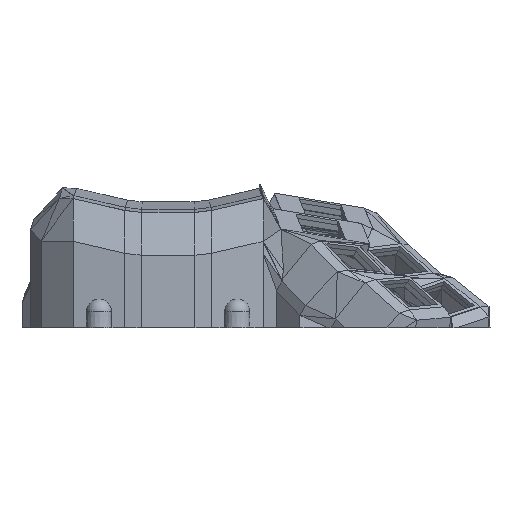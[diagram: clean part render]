
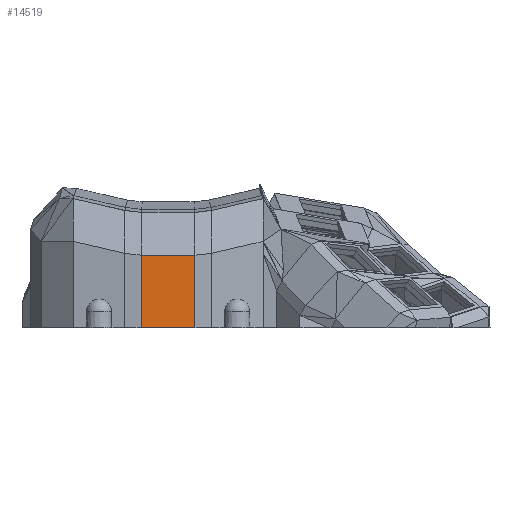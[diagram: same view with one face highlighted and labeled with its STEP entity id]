
A CAD part, left-side view. The second image highlights one B-rep face of the part: STEP entity #14519.
In plain terms, the highlighted planar face has unit normal (-1, 0, 0).
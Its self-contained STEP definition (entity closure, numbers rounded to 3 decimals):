
#45 = PLANE('',#46);
#46 = AXIS2_PLACEMENT_3D('',#47,#48,#49);
#47 = CARTESIAN_POINT('',(55.825,-12.,0.));
#48 = DIRECTION('',(0.,0.,1.));
#49 = DIRECTION('',(1.,0.,-0.));
#2295 = VERTEX_POINT('',#2296);
#2296 = CARTESIAN_POINT('',(-88.178,8.8,0.));
#2310 = PLANE('',#2311);
#2311 = AXIS2_PLACEMENT_3D('',#2312,#2313,#2314);
#2312 = CARTESIAN_POINT('',(-87.953,12.216,
    22.887));
#2313 = DIRECTION('',(-0.998,0.066,
    0.));
#2314 = DIRECTION('',(-0.066,-0.998,0.));
#2321 = EDGE_CURVE('',#2295,#2322,#2324,.T.);
#2322 = VERTEX_POINT('',#2323);
#2323 = CARTESIAN_POINT('',(-88.178,-8.8,0.));
#2324 = SURFACE_CURVE('',#2325,(#2329,#2336),.PCURVE_S1.);
#2325 = LINE('',#2326,#2327);
#2326 = CARTESIAN_POINT('',(-88.178,-87.944,0.));
#2327 = VECTOR('',#2328,1.);
#2328 = DIRECTION('',(0.,-1.,0.));
#2329 = PCURVE('',#45,#2330);
#2330 = DEFINITIONAL_REPRESENTATION('',(#2331),#2335);
#2331 = LINE('',#2332,#2333);
#2332 = CARTESIAN_POINT('',(-144.003,-75.944));
#2333 = VECTOR('',#2334,1.);
#2334 = DIRECTION('',(0.,-1.));
#2335 = ( GEOMETRIC_REPRESENTATION_CONTEXT(2) 
PARAMETRIC_REPRESENTATION_CONTEXT() REPRESENTATION_CONTEXT('2D SPACE',''
  ) );
#2336 = PCURVE('',#2337,#2342);
#2337 = PLANE('',#2338);
#2338 = AXIS2_PLACEMENT_3D('',#2339,#2340,#2341);
#2339 = CARTESIAN_POINT('',(-88.178,-0.888,
    22.694));
#2340 = DIRECTION('',(1.,0.,0.));
#2341 = DIRECTION('',(-0.,0.,1.));
#2342 = DEFINITIONAL_REPRESENTATION('',(#2343),#2346);
#2343 = B_SPLINE_CURVE_WITH_KNOTS('',1,(#2344,#2345),.UNSPECIFIED.,.F.,
  .F.,(2,2),(-96.744,-79.144),.PIECEWISE_BEZIER_KNOTS.);
#2344 = CARTESIAN_POINT('',(-22.694,-9.688));
#2345 = CARTESIAN_POINT('',(-22.694,7.912));
#2346 = ( GEOMETRIC_REPRESENTATION_CONTEXT(2) 
PARAMETRIC_REPRESENTATION_CONTEXT() REPRESENTATION_CONTEXT('2D SPACE',''
  ) );
#2364 = PLANE('',#2365);
#2365 = AXIS2_PLACEMENT_3D('',#2366,#2367,#2368);
#2366 = CARTESIAN_POINT('',(-87.955,-12.186,
    21.532));
#2367 = DIRECTION('',(0.998,0.066,0.));
#2368 = DIRECTION('',(-0.066,0.998,0.));
#14470 = VERTEX_POINT('',#14471);
#14471 = CARTESIAN_POINT('',(-88.178,-8.8,23.807));
#14499 = EDGE_CURVE('',#2322,#14470,#14500,.T.);
#14500 = SURFACE_CURVE('',#14501,(#14505,#14512),.PCURVE_S1.);
#14501 = LINE('',#14502,#14503);
#14502 = CARTESIAN_POINT('',(-88.178,-8.8,-10.));
#14503 = VECTOR('',#14504,1.);
#14504 = DIRECTION('',(0.,0.,1.));
#14505 = PCURVE('',#2364,#14506);
#14506 = DEFINITIONAL_REPRESENTATION('',(#14507),#14511);
#14507 = LINE('',#14508,#14509);
#14508 = CARTESIAN_POINT('',(3.393,-31.532));
#14509 = VECTOR('',#14510,1.);
#14510 = DIRECTION('',(0.,1.));
#14511 = ( GEOMETRIC_REPRESENTATION_CONTEXT(2) 
PARAMETRIC_REPRESENTATION_CONTEXT() REPRESENTATION_CONTEXT('2D SPACE',''
  ) );
#14512 = PCURVE('',#2337,#14513);
#14513 = DEFINITIONAL_REPRESENTATION('',(#14514),#14518);
#14514 = LINE('',#14515,#14516);
#14515 = CARTESIAN_POINT('',(-32.694,7.912));
#14516 = VECTOR('',#14517,1.);
#14517 = DIRECTION('',(1.,0.));
#14518 = ( GEOMETRIC_REPRESENTATION_CONTEXT(2) 
PARAMETRIC_REPRESENTATION_CONTEXT() REPRESENTATION_CONTEXT('2D SPACE',''
  ) );
#14519 = ADVANCED_FACE('',(#14520),#2337,.F.);
#14520 = FACE_BOUND('',#14521,.F.);
#14521 = EDGE_LOOP('',(#14522,#14523,#14546,#14572));
#14522 = ORIENTED_EDGE('',*,*,#2321,.F.);
#14523 = ORIENTED_EDGE('',*,*,#14524,.F.);
#14524 = EDGE_CURVE('',#14525,#2295,#14527,.T.);
#14525 = VERTEX_POINT('',#14526);
#14526 = CARTESIAN_POINT('',(-88.178,8.8,23.807));
#14527 = SURFACE_CURVE('',#14528,(#14532,#14539),.PCURVE_S1.);
#14528 = LINE('',#14529,#14530);
#14529 = CARTESIAN_POINT('',(-88.178,8.8,23.807));
#14530 = VECTOR('',#14531,1.);
#14531 = DIRECTION('',(0.,0.,-1.));
#14532 = PCURVE('',#2337,#14533);
#14533 = DEFINITIONAL_REPRESENTATION('',(#14534),#14538);
#14534 = LINE('',#14535,#14536);
#14535 = CARTESIAN_POINT('',(1.112,-9.688));
#14536 = VECTOR('',#14537,1.);
#14537 = DIRECTION('',(-1.,0.));
#14538 = ( GEOMETRIC_REPRESENTATION_CONTEXT(2) 
PARAMETRIC_REPRESENTATION_CONTEXT() REPRESENTATION_CONTEXT('2D SPACE',''
  ) );
#14539 = PCURVE('',#2310,#14540);
#14540 = DEFINITIONAL_REPRESENTATION('',(#14541),#14545);
#14541 = LINE('',#14542,#14543);
#14542 = CARTESIAN_POINT('',(3.423,0.919));
#14543 = VECTOR('',#14544,1.);
#14544 = DIRECTION('',(0.,-1.));
#14545 = ( GEOMETRIC_REPRESENTATION_CONTEXT(2) 
PARAMETRIC_REPRESENTATION_CONTEXT() REPRESENTATION_CONTEXT('2D SPACE',''
  ) );
#14546 = ORIENTED_EDGE('',*,*,#14547,.T.);
#14547 = EDGE_CURVE('',#14525,#14470,#14548,.T.);
#14548 = SURFACE_CURVE('',#14549,(#14553,#14560),.PCURVE_S1.);
#14549 = LINE('',#14550,#14551);
#14550 = CARTESIAN_POINT('',(-88.178,8.8,23.807));
#14551 = VECTOR('',#14552,1.);
#14552 = DIRECTION('',(0.,-1.,0.));
#14553 = PCURVE('',#2337,#14554);
#14554 = DEFINITIONAL_REPRESENTATION('',(#14555),#14559);
#14555 = LINE('',#14556,#14557);
#14556 = CARTESIAN_POINT('',(1.112,-9.688));
#14557 = VECTOR('',#14558,1.);
#14558 = DIRECTION('',(0.,1.));
#14559 = ( GEOMETRIC_REPRESENTATION_CONTEXT(2) 
PARAMETRIC_REPRESENTATION_CONTEXT() REPRESENTATION_CONTEXT('2D SPACE',''
  ) );
#14560 = PCURVE('',#14561,#14566);
#14561 = PLANE('',#14562);
#14562 = AXIS2_PLACEMENT_3D('',#14563,#14564,#14565);
#14563 = CARTESIAN_POINT('',(-86.471,-2.357,
    28.587));
#14564 = DIRECTION('',(-0.942,0.,0.336
    ));
#14565 = DIRECTION('',(-0.336,0.,
    -0.942));
#14566 = DEFINITIONAL_REPRESENTATION('',(#14567),#14571);
#14567 = LINE('',#14568,#14569);
#14568 = CARTESIAN_POINT('',(5.076,-11.157));
#14569 = VECTOR('',#14570,1.);
#14570 = DIRECTION('',(0.,1.));
#14571 = ( GEOMETRIC_REPRESENTATION_CONTEXT(2) 
PARAMETRIC_REPRESENTATION_CONTEXT() REPRESENTATION_CONTEXT('2D SPACE',''
  ) );
#14572 = ORIENTED_EDGE('',*,*,#14499,.F.);
